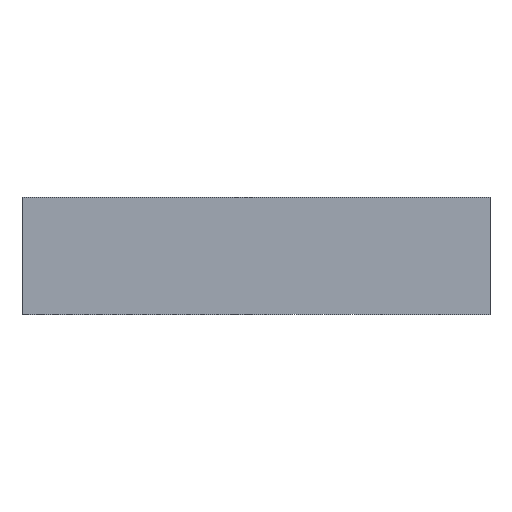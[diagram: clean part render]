
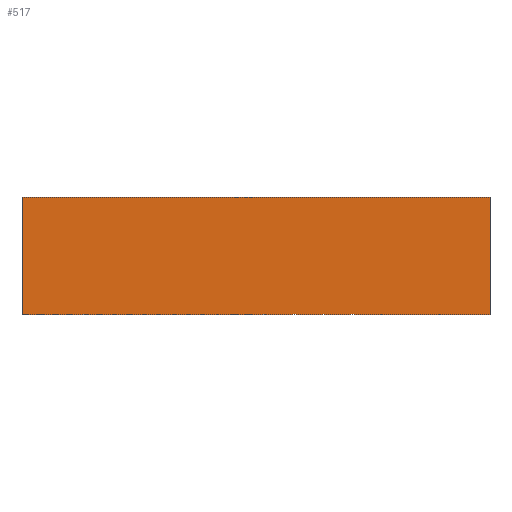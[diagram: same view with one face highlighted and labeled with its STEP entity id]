
A CAD part, left-side view. The second image highlights one B-rep face of the part: STEP entity #517.
In plain terms, the highlighted planar face has unit normal (-1, 0, 0).
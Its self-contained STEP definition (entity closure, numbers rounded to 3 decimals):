
#72 = PLANE('',#73);
#73 = AXIS2_PLACEMENT_3D('',#74,#75,#76);
#74 = CARTESIAN_POINT('',(0.,-0.452,10.));
#75 = DIRECTION('',(-0.,-0.,-1.));
#76 = DIRECTION('',(-1.,0.,0.));
#126 = PLANE('',#127);
#127 = AXIS2_PLACEMENT_3D('',#128,#129,#130);
#128 = CARTESIAN_POINT('',(0.,-0.452,0.));
#129 = DIRECTION('',(-0.,-0.,-1.));
#130 = DIRECTION('',(-1.,0.,0.));
#409 = PLANE('',#410);
#410 = AXIS2_PLACEMENT_3D('',#411,#412,#413);
#411 = CARTESIAN_POINT('',(-4.347,-20.,0.));
#412 = DIRECTION('',(0.,-1.,0.));
#413 = DIRECTION('',(-1.,0.,0.));
#447 = VERTEX_POINT('',#448);
#448 = CARTESIAN_POINT('',(-20.,-20.,10.));
#469 = EDGE_CURVE('',#470,#447,#472,.T.);
#470 = VERTEX_POINT('',#471);
#471 = CARTESIAN_POINT('',(-20.,-20.,0.));
#472 = SURFACE_CURVE('',#473,(#477,#484),.PCURVE_S1.);
#473 = LINE('',#474,#475);
#474 = CARTESIAN_POINT('',(-20.,-20.,0.));
#475 = VECTOR('',#476,1.);
#476 = DIRECTION('',(0.,0.,1.));
#477 = PCURVE('',#409,#478);
#478 = DEFINITIONAL_REPRESENTATION('',(#479),#483);
#479 = LINE('',#480,#481);
#480 = CARTESIAN_POINT('',(15.653,0.));
#481 = VECTOR('',#482,1.);
#482 = DIRECTION('',(0.,-1.));
#483 = ( GEOMETRIC_REPRESENTATION_CONTEXT(2) 
PARAMETRIC_REPRESENTATION_CONTEXT() REPRESENTATION_CONTEXT('2D SPACE',''
  ) );
#484 = PCURVE('',#485,#490);
#485 = PLANE('',#486);
#486 = AXIS2_PLACEMENT_3D('',#487,#488,#489);
#487 = CARTESIAN_POINT('',(-20.,-20.,0.));
#488 = DIRECTION('',(-1.,0.,0.));
#489 = DIRECTION('',(0.,1.,0.));
#490 = DEFINITIONAL_REPRESENTATION('',(#491),#495);
#491 = LINE('',#492,#493);
#492 = CARTESIAN_POINT('',(0.,0.));
#493 = VECTOR('',#494,1.);
#494 = DIRECTION('',(0.,-1.));
#495 = ( GEOMETRIC_REPRESENTATION_CONTEXT(2) 
PARAMETRIC_REPRESENTATION_CONTEXT() REPRESENTATION_CONTEXT('2D SPACE',''
  ) );
#517 = ADVANCED_FACE('',(#518),#485,.T.);
#518 = FACE_BOUND('',#519,.T.);
#519 = EDGE_LOOP('',(#520,#521,#544,#572));
#520 = ORIENTED_EDGE('',*,*,#469,.T.);
#521 = ORIENTED_EDGE('',*,*,#522,.T.);
#522 = EDGE_CURVE('',#447,#523,#525,.T.);
#523 = VERTEX_POINT('',#524);
#524 = CARTESIAN_POINT('',(-20.,20.,10.));
#525 = SURFACE_CURVE('',#526,(#530,#537),.PCURVE_S1.);
#526 = LINE('',#527,#528);
#527 = CARTESIAN_POINT('',(-20.,-20.,10.));
#528 = VECTOR('',#529,1.);
#529 = DIRECTION('',(0.,1.,0.));
#530 = PCURVE('',#485,#531);
#531 = DEFINITIONAL_REPRESENTATION('',(#532),#536);
#532 = LINE('',#533,#534);
#533 = CARTESIAN_POINT('',(0.,-10.));
#534 = VECTOR('',#535,1.);
#535 = DIRECTION('',(1.,0.));
#536 = ( GEOMETRIC_REPRESENTATION_CONTEXT(2) 
PARAMETRIC_REPRESENTATION_CONTEXT() REPRESENTATION_CONTEXT('2D SPACE',''
  ) );
#537 = PCURVE('',#72,#538);
#538 = DEFINITIONAL_REPRESENTATION('',(#539),#543);
#539 = LINE('',#540,#541);
#540 = CARTESIAN_POINT('',(20.,-19.548));
#541 = VECTOR('',#542,1.);
#542 = DIRECTION('',(0.,1.));
#543 = ( GEOMETRIC_REPRESENTATION_CONTEXT(2) 
PARAMETRIC_REPRESENTATION_CONTEXT() REPRESENTATION_CONTEXT('2D SPACE',''
  ) );
#544 = ORIENTED_EDGE('',*,*,#545,.F.);
#545 = EDGE_CURVE('',#546,#523,#548,.T.);
#546 = VERTEX_POINT('',#547);
#547 = CARTESIAN_POINT('',(-20.,20.,0.));
#548 = SURFACE_CURVE('',#549,(#553,#560),.PCURVE_S1.);
#549 = LINE('',#550,#551);
#550 = CARTESIAN_POINT('',(-20.,20.,0.));
#551 = VECTOR('',#552,1.);
#552 = DIRECTION('',(0.,0.,1.));
#553 = PCURVE('',#485,#554);
#554 = DEFINITIONAL_REPRESENTATION('',(#555),#559);
#555 = LINE('',#556,#557);
#556 = CARTESIAN_POINT('',(40.,0.));
#557 = VECTOR('',#558,1.);
#558 = DIRECTION('',(0.,-1.));
#559 = ( GEOMETRIC_REPRESENTATION_CONTEXT(2) 
PARAMETRIC_REPRESENTATION_CONTEXT() REPRESENTATION_CONTEXT('2D SPACE',''
  ) );
#560 = PCURVE('',#561,#566);
#561 = PLANE('',#562);
#562 = AXIS2_PLACEMENT_3D('',#563,#564,#565);
#563 = CARTESIAN_POINT('',(-20.,20.,0.));
#564 = DIRECTION('',(0.,1.,0.));
#565 = DIRECTION('',(1.,0.,0.));
#566 = DEFINITIONAL_REPRESENTATION('',(#567),#571);
#567 = LINE('',#568,#569);
#568 = CARTESIAN_POINT('',(0.,0.));
#569 = VECTOR('',#570,1.);
#570 = DIRECTION('',(0.,-1.));
#571 = ( GEOMETRIC_REPRESENTATION_CONTEXT(2) 
PARAMETRIC_REPRESENTATION_CONTEXT() REPRESENTATION_CONTEXT('2D SPACE',''
  ) );
#572 = ORIENTED_EDGE('',*,*,#573,.F.);
#573 = EDGE_CURVE('',#470,#546,#574,.T.);
#574 = SURFACE_CURVE('',#575,(#579,#586),.PCURVE_S1.);
#575 = LINE('',#576,#577);
#576 = CARTESIAN_POINT('',(-20.,-20.,0.));
#577 = VECTOR('',#578,1.);
#578 = DIRECTION('',(0.,1.,0.));
#579 = PCURVE('',#485,#580);
#580 = DEFINITIONAL_REPRESENTATION('',(#581),#585);
#581 = LINE('',#582,#583);
#582 = CARTESIAN_POINT('',(0.,0.));
#583 = VECTOR('',#584,1.);
#584 = DIRECTION('',(1.,0.));
#585 = ( GEOMETRIC_REPRESENTATION_CONTEXT(2) 
PARAMETRIC_REPRESENTATION_CONTEXT() REPRESENTATION_CONTEXT('2D SPACE',''
  ) );
#586 = PCURVE('',#126,#587);
#587 = DEFINITIONAL_REPRESENTATION('',(#588),#592);
#588 = LINE('',#589,#590);
#589 = CARTESIAN_POINT('',(20.,-19.548));
#590 = VECTOR('',#591,1.);
#591 = DIRECTION('',(0.,1.));
#592 = ( GEOMETRIC_REPRESENTATION_CONTEXT(2) 
PARAMETRIC_REPRESENTATION_CONTEXT() REPRESENTATION_CONTEXT('2D SPACE',''
  ) );
